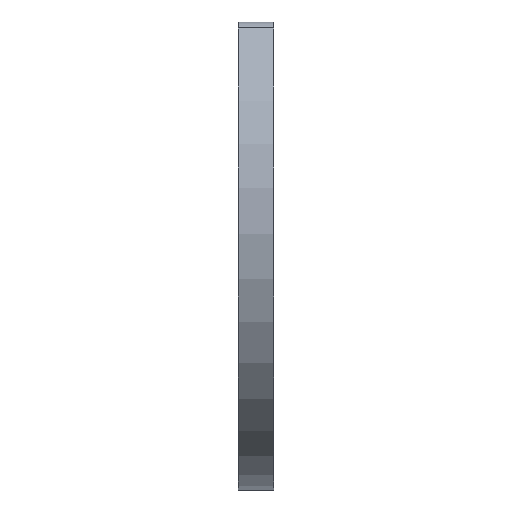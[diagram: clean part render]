
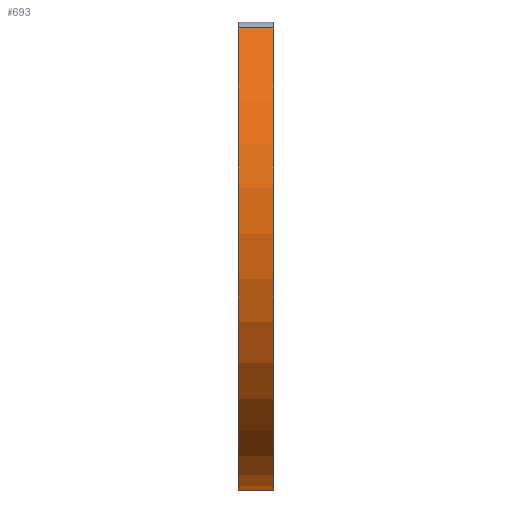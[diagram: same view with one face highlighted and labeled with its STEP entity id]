
A CAD part, front view. The second image highlights one B-rep face of the part: STEP entity #693.
In plain terms, the highlighted cylindrical face has radius 6.9 mm (diameter 13.8 mm), a partial arc.
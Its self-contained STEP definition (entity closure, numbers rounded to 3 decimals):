
#2 = EDGE_CURVE ( 'NONE', #208, #618, #91, .T. ) ;
#35 = DIRECTION ( 'NONE',  ( 1., 0., 0. ) ) ;
#64 = DIRECTION ( 'NONE',  ( 1., 0., 0. ) ) ;
#91 = CIRCLE ( 'NONE', #530, 6.9 ) ;
#128 = CARTESIAN_POINT ( 'NONE',  ( 0.45, 0., 0. ) ) ;
#140 = LINE ( 'NONE', #630, #218 ) ;
#156 = DIRECTION ( 'NONE',  ( 0., 0., -1. ) ) ;
#161 = VERTEX_POINT ( 'NONE', #642 ) ;
#166 = FACE_OUTER_BOUND ( 'NONE', #423, .T. ) ;
#176 = CIRCLE ( 'NONE', #466, 6.9 ) ;
#208 = VERTEX_POINT ( 'NONE', #500 ) ;
#218 = VECTOR ( 'NONE', #64, 1000. ) ;
#222 = CARTESIAN_POINT ( 'NONE',  ( 0.45, 0., 0. ) ) ;
#231 = CARTESIAN_POINT ( 'NONE',  ( -0.45, 4.821, 4.937 ) ) ;
#251 = ORIENTED_EDGE ( 'NONE', *, *, #562, .T. ) ;
#293 = DIRECTION ( 'NONE',  ( 0., 0., -1. ) ) ;
#294 = LINE ( 'NONE', #475, #524 ) ;
#296 = VERTEX_POINT ( 'NONE', #708 ) ;
#334 = ORIENTED_EDGE ( 'NONE', *, *, #652, .T. ) ;
#360 = ORIENTED_EDGE ( 'NONE', *, *, #2, .T. ) ;
#418 = CYLINDRICAL_SURFACE ( 'NONE', #606, 6.9 ) ;
#421 = DIRECTION ( 'NONE',  ( -1., 0., 0. ) ) ;
#423 = EDGE_LOOP ( 'NONE', ( #664, #251, #360, #334 ) ) ;
#434 = DIRECTION ( 'NONE',  ( -1., 0., 0. ) ) ;
#438 = EDGE_CURVE ( 'NONE', #161, #296, #176, .T. ) ;
#466 = AXIS2_PLACEMENT_3D ( 'NONE', #222, #35, #293 ) ;
#475 = CARTESIAN_POINT ( 'NONE',  ( 0.45, -4.821, 4.937 ) ) ;
#476 = CARTESIAN_POINT ( 'NONE',  ( -0.45, 0., 0. ) ) ;
#500 = CARTESIAN_POINT ( 'NONE',  ( -0.45, -4.821, 4.937 ) ) ;
#523 = DIRECTION ( 'NONE',  ( 1., 0., 0. ) ) ;
#524 = VECTOR ( 'NONE', #421, 1000. ) ;
#530 = AXIS2_PLACEMENT_3D ( 'NONE', #476, #523, #156 ) ;
#558 = DIRECTION ( 'NONE',  ( 0., 0., 1. ) ) ;
#562 = EDGE_CURVE ( 'NONE', #161, #208, #294, .T. ) ;
#606 = AXIS2_PLACEMENT_3D ( 'NONE', #128, #434, #558 ) ;
#618 = VERTEX_POINT ( 'NONE', #231 ) ;
#630 = CARTESIAN_POINT ( 'NONE',  ( 0.45, 4.821, 4.937 ) ) ;
#642 = CARTESIAN_POINT ( 'NONE',  ( 0.45, -4.821, 4.937 ) ) ;
#652 = EDGE_CURVE ( 'NONE', #618, #296, #140, .T. ) ;
#664 = ORIENTED_EDGE ( 'NONE', *, *, #438, .F. ) ;
#693 = ADVANCED_FACE ( 'NONE', ( #166 ), #418, .T. ) ;
#708 = CARTESIAN_POINT ( 'NONE',  ( 0.45, 4.821, 4.937 ) ) ;
